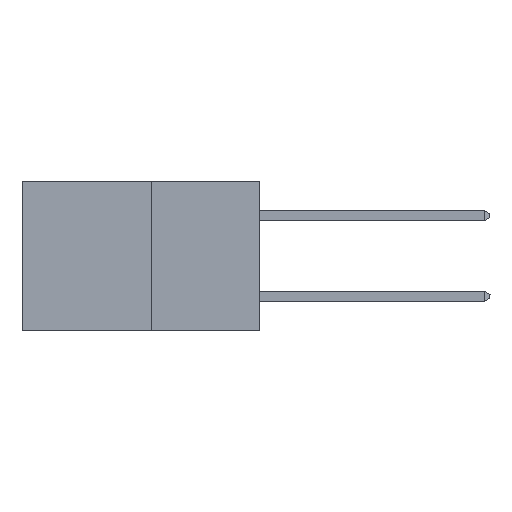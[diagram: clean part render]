
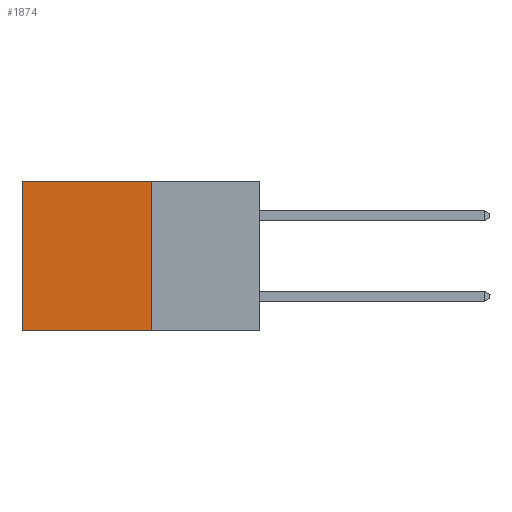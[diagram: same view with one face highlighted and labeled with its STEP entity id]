
A CAD part, left-side view. The second image highlights one B-rep face of the part: STEP entity #1874.
In plain terms, the highlighted planar face has unit normal (-1, 0, 0).
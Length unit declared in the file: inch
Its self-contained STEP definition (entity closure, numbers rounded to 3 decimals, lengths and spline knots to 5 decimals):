
#208 = CARTESIAN_POINT ( 'NONE',  ( 0.277, 0.59, -0.37 ) ) ;
#1043 = VECTOR ( 'NONE', #7954, 39.37008 ) ;
#1122 = EDGE_CURVE ( 'NONE', #6978, #5845, #3181, .T. ) ;
#1272 = VECTOR ( 'NONE', #3115, 39.37008 ) ;
#1344 = ORIENTED_EDGE ( 'NONE', *, *, #1685, .F. ) ;
#1455 = DIRECTION ( 'NONE',  ( 0., 0., -1. ) ) ;
#1685 = EDGE_CURVE ( 'NONE', #2021, #6037, #3673, .T. ) ;
#1874 = ADVANCED_FACE ( 'NONE', ( #6020 ), #7706, .F. ) ;
#2021 = VERTEX_POINT ( 'NONE', #9187 ) ;
#2338 = CARTESIAN_POINT ( 'NONE',  ( 0.277, 0.27, 0. ) ) ;
#3115 = DIRECTION ( 'NONE',  ( 0., 0., -1. ) ) ;
#3121 = CARTESIAN_POINT ( 'NONE',  ( 0.277, 0.27, -0.37 ) ) ;
#3181 = LINE ( 'NONE', #208, #1043 ) ;
#3330 = LINE ( 'NONE', #9787, #7130 ) ;
#3673 = LINE ( 'NONE', #7727, #1272 ) ;
#3784 = EDGE_CURVE ( 'NONE', #6037, #5845, #3330, .T. ) ;
#4407 = EDGE_LOOP ( 'NONE', ( #8095, #8526, #1344, #5092 ) ) ;
#4473 = CARTESIAN_POINT ( 'NONE',  ( 0.277, 0.59, -0.37 ) ) ;
#5092 = ORIENTED_EDGE ( 'NONE', *, *, #6544, .T. ) ;
#5784 = VECTOR ( 'NONE', #6948, 39.37008 ) ;
#5845 = VERTEX_POINT ( 'NONE', #4473 ) ;
#6020 = FACE_OUTER_BOUND ( 'NONE', #4407, .T. ) ;
#6037 = VERTEX_POINT ( 'NONE', #3121 ) ;
#6544 = EDGE_CURVE ( 'NONE', #2021, #6978, #9656, .T. ) ;
#6579 = CARTESIAN_POINT ( 'NONE',  ( 0.277, 0.59, 0. ) ) ;
#6948 = DIRECTION ( 'NONE',  ( 0., 1., 0. ) ) ;
#6978 = VERTEX_POINT ( 'NONE', #6579 ) ;
#7031 = AXIS2_PLACEMENT_3D ( 'NONE', #8578, #8738, #1455 ) ;
#7130 = VECTOR ( 'NONE', #9765, 39.37008 ) ;
#7706 = PLANE ( 'NONE',  #7031 ) ;
#7727 = CARTESIAN_POINT ( 'NONE',  ( 0.277, 0.27, -0.37 ) ) ;
#7954 = DIRECTION ( 'NONE',  ( 0., 0., -1. ) ) ;
#8095 = ORIENTED_EDGE ( 'NONE', *, *, #1122, .T. ) ;
#8526 = ORIENTED_EDGE ( 'NONE', *, *, #3784, .F. ) ;
#8578 = CARTESIAN_POINT ( 'NONE',  ( 0.277, 0.27, -0.37 ) ) ;
#8738 = DIRECTION ( 'NONE',  ( 1., 0., 0. ) ) ;
#9187 = CARTESIAN_POINT ( 'NONE',  ( 0.277, 0.27, 0. ) ) ;
#9656 = LINE ( 'NONE', #2338, #5784 ) ;
#9765 = DIRECTION ( 'NONE',  ( 0., 1., 0. ) ) ;
#9787 = CARTESIAN_POINT ( 'NONE',  ( 0.277, 0.27, -0.37 ) ) ;
